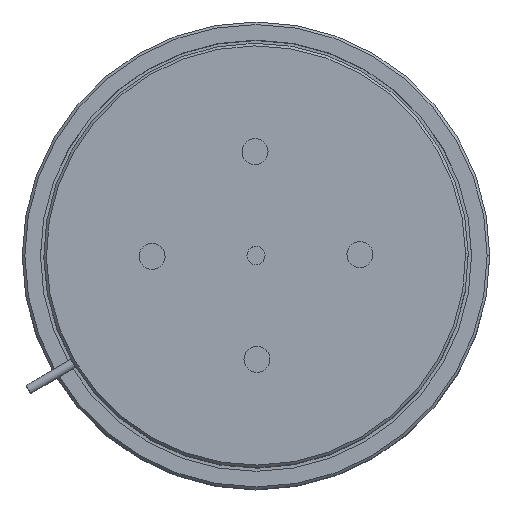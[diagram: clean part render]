
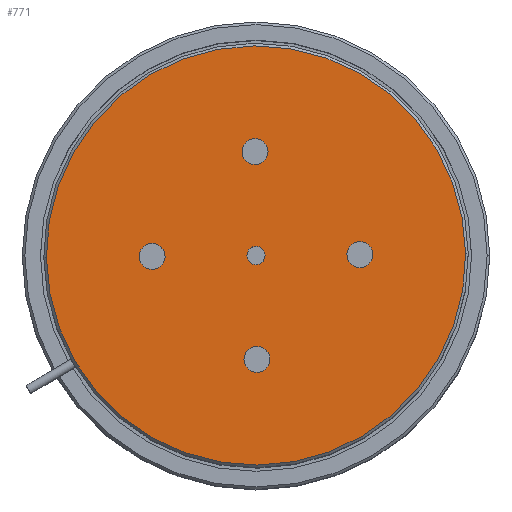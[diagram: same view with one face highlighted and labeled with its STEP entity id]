
A CAD part, top view. The second image highlights one B-rep face of the part: STEP entity #771.
In plain terms, the highlighted face is planar.
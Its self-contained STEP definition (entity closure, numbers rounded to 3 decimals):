
#26 = VERTEX_POINT ( 'NONE', #416 ) ;
#28 = VERTEX_POINT ( 'NONE', #415 ) ;
#42 = VERTEX_POINT ( 'NONE', #404 ) ;
#57 = ORIENTED_EDGE ( 'NONE', *, *, #476, .T. ) ;
#64 = EDGE_LOOP ( 'NONE', ( #98, #57 ) ) ;
#70 = EDGE_LOOP ( 'NONE', ( #1643, #1637 ) ) ;
#86 = ORIENTED_EDGE ( 'NONE', *, *, #472, .T. ) ;
#98 = ORIENTED_EDGE ( 'NONE', *, *, #815, .T. ) ;
#105 = EDGE_LOOP ( 'NONE', ( #1644, #86 ) ) ;
#139 = EDGE_LOOP ( 'NONE', ( #298, #300 ) ) ;
#297 = ORIENTED_EDGE ( 'NONE', *, *, #441, .T. ) ;
#298 = ORIENTED_EDGE ( 'NONE', *, *, #429, .T. ) ;
#300 = ORIENTED_EDGE ( 'NONE', *, *, #810, .T. ) ;
#310 = VERTEX_POINT ( 'NONE', #728 ) ;
#316 = VERTEX_POINT ( 'NONE', #736 ) ;
#324 = VERTEX_POINT ( 'NONE', #732 ) ;
#325 = VERTEX_POINT ( 'NONE', #731 ) ;
#327 = VERTEX_POINT ( 'NONE', #727 ) ;
#329 = VERTEX_POINT ( 'NONE', #724 ) ;
#330 = VERTEX_POINT ( 'NONE', #723 ) ;
#341 = CIRCLE ( 'NONE', #1794, 40.35 ) ;
#347 = CIRCLE ( 'NONE', #1669, 2.5 ) ;
#365 = CIRCLE ( 'NONE', #1715, 2.5 ) ;
#366 = CIRCLE ( 'NONE', #1714, 2.5 ) ;
#404 = CARTESIAN_POINT ( 'NONE',  ( -1.75, 0., 0. ) ) ;
#415 = CARTESIAN_POINT ( 'NONE',  ( -2.5, 20., 0. ) ) ;
#416 = CARTESIAN_POINT ( 'NONE',  ( 2.5, 20., 0. ) ) ;
#429 = EDGE_CURVE ( 'NONE', #316, #310, #341, .T. ) ;
#441 = EDGE_CURVE ( 'NONE', #327, #324, #347, .T. ) ;
#453 = EDGE_CURVE ( 'NONE', #324, #327, #365, .T. ) ;
#454 = EDGE_CURVE ( 'NONE', #325, #1307, #366, .T. ) ;
#472 = EDGE_CURVE ( 'NONE', #28, #26, #855, .T. ) ;
#476 = EDGE_CURVE ( 'NONE', #42, #1129, #861, .T. ) ;
#490 = EDGE_CURVE ( 'NONE', #26, #28, #879, .T. ) ;
#493 = EDGE_CURVE ( 'NONE', #329, #330, #882, .T. ) ;
#664 = DIRECTION ( 'NONE',  ( 1., 0., 0. ) ) ;
#665 = DIRECTION ( 'NONE',  ( 0., 0., 1. ) ) ;
#666 = CARTESIAN_POINT ( 'NONE',  ( 20., 0., 0. ) ) ;
#670 = CARTESIAN_POINT ( 'NONE',  ( 20., 0., 0. ) ) ;
#711 = DIRECTION ( 'NONE',  ( 1., 0., 0. ) ) ;
#712 = DIRECTION ( 'NONE',  ( 0., 0., -1. ) ) ;
#713 = CARTESIAN_POINT ( 'NONE',  ( 0., 0., 0. ) ) ;
#717 = DIRECTION ( 'NONE',  ( 0., 0., 1. ) ) ;
#723 = CARTESIAN_POINT ( 'NONE',  ( -2.5, -20., 0. ) ) ;
#724 = CARTESIAN_POINT ( 'NONE',  ( 2.5, -20., 0. ) ) ;
#727 = CARTESIAN_POINT ( 'NONE',  ( 22.5, 0., 0. ) ) ;
#728 = CARTESIAN_POINT ( 'NONE',  ( -40.35, 0., 0. ) ) ;
#731 = CARTESIAN_POINT ( 'NONE',  ( -22.5, 0., 0. ) ) ;
#732 = CARTESIAN_POINT ( 'NONE',  ( 17.5, 0., 0. ) ) ;
#736 = CARTESIAN_POINT ( 'NONE',  ( 40.35, 0., 0. ) ) ;
#744 = DIRECTION ( 'NONE',  ( 1., 0., 0. ) ) ;
#771 = ADVANCED_FACE ( 'NONE', ( #933, #942, #926, #939, #940, #943 ), #1380, .F. ) ;
#805 = EDGE_CURVE ( 'NONE', #330, #329, #1193, .T. ) ;
#810 = EDGE_CURVE ( 'NONE', #310, #316, #1196, .T. ) ;
#815 = EDGE_CURVE ( 'NONE', #1129, #42, #1206, .T. ) ;
#817 = EDGE_CURVE ( 'NONE', #1307, #325, #1209, .T. ) ;
#832 = EDGE_LOOP ( 'NONE', ( #1631, #1635 ) ) ;
#838 = EDGE_LOOP ( 'NONE', ( #297, #1645 ) ) ;
#855 = CIRCLE ( 'NONE', #1703, 2.5 ) ;
#861 = CIRCLE ( 'NONE', #1701, 1.75 ) ;
#879 = CIRCLE ( 'NONE', #1691, 2.5 ) ;
#882 = CIRCLE ( 'NONE', #1688, 2.5 ) ;
#926 = FACE_BOUND ( 'NONE', #832, .T. ) ;
#933 = FACE_OUTER_BOUND ( 'NONE', #139, .T. ) ;
#939 = FACE_BOUND ( 'NONE', #70, .T. ) ;
#940 = FACE_BOUND ( 'NONE', #105, .T. ) ;
#942 = FACE_BOUND ( 'NONE', #838, .T. ) ;
#943 = FACE_BOUND ( 'NONE', #64, .T. ) ;
#959 = DIRECTION ( 'NONE',  ( 1., 0., 0. ) ) ;
#960 = DIRECTION ( 'NONE',  ( 0., 0., 1. ) ) ;
#961 = CARTESIAN_POINT ( 'NONE',  ( 0., 20., 0. ) ) ;
#1005 = DIRECTION ( 'NONE',  ( 1., 0., 0. ) ) ;
#1019 = DIRECTION ( 'NONE',  ( 0., 0., 1. ) ) ;
#1028 = CARTESIAN_POINT ( 'NONE',  ( 0., 0., 0. ) ) ;
#1039 = DIRECTION ( 'NONE',  ( 1., 0., 0. ) ) ;
#1041 = DIRECTION ( 'NONE',  ( 0., 0., 1. ) ) ;
#1043 = CARTESIAN_POINT ( 'NONE',  ( 0., 20., 0. ) ) ;
#1091 = DIRECTION ( 'NONE',  ( 1., 0., 0. ) ) ;
#1095 = DIRECTION ( 'NONE',  ( 1., 0., 0. ) ) ;
#1096 = CARTESIAN_POINT ( 'NONE',  ( -20., 0., 0. ) ) ;
#1101 = DIRECTION ( 'NONE',  ( 0., 0., 1. ) ) ;
#1105 = DIRECTION ( 'NONE',  ( 0., 0., 1. ) ) ;
#1106 = CARTESIAN_POINT ( 'NONE',  ( 0., -20., 0. ) ) ;
#1129 = VERTEX_POINT ( 'NONE', #1613 ) ;
#1193 = CIRCLE ( 'NONE', #1489, 2.5 ) ;
#1196 = CIRCLE ( 'NONE', #1482, 40.35 ) ;
#1206 = CIRCLE ( 'NONE', #1480, 1.75 ) ;
#1209 = CIRCLE ( 'NONE', #1478, 2.5 ) ;
#1307 = VERTEX_POINT ( 'NONE', #1611 ) ;
#1377 = DIRECTION ( 'NONE',  ( 1., 0., 0. ) ) ;
#1378 = CARTESIAN_POINT ( 'NONE',  ( 0., 0., 0. ) ) ;
#1380 = PLANE ( 'NONE',  #1469 ) ;
#1382 = DIRECTION ( 'NONE',  ( 0., 0., 1. ) ) ;
#1469 = AXIS2_PLACEMENT_3D ( 'NONE', #1378, #1382, #1377 ) ;
#1478 = AXIS2_PLACEMENT_3D ( 'NONE', #1529, #1523, #1525 ) ;
#1480 = AXIS2_PLACEMENT_3D ( 'NONE', #1508, #1507, #1518 ) ;
#1482 = AXIS2_PLACEMENT_3D ( 'NONE', #1519, #1531, #1537 ) ;
#1489 = AXIS2_PLACEMENT_3D ( 'NONE', #1504, #1532, #1608 ) ;
#1504 = CARTESIAN_POINT ( 'NONE',  ( 0., -20., 0. ) ) ;
#1507 = DIRECTION ( 'NONE',  ( 0., 0., 1. ) ) ;
#1508 = CARTESIAN_POINT ( 'NONE',  ( 0., 0., 0. ) ) ;
#1518 = DIRECTION ( 'NONE',  ( 1., 0., 0. ) ) ;
#1519 = CARTESIAN_POINT ( 'NONE',  ( 0., 0., 0. ) ) ;
#1523 = DIRECTION ( 'NONE',  ( 0., 0., 1. ) ) ;
#1525 = DIRECTION ( 'NONE',  ( 1., 0., 0. ) ) ;
#1529 = CARTESIAN_POINT ( 'NONE',  ( -20., 0., 0. ) ) ;
#1531 = DIRECTION ( 'NONE',  ( 0., 0., -1. ) ) ;
#1532 = DIRECTION ( 'NONE',  ( 0., 0., 1. ) ) ;
#1537 = DIRECTION ( 'NONE',  ( 1., 0., 0. ) ) ;
#1608 = DIRECTION ( 'NONE',  ( 1., 0., 0. ) ) ;
#1611 = CARTESIAN_POINT ( 'NONE',  ( -17.5, 0., 0. ) ) ;
#1613 = CARTESIAN_POINT ( 'NONE',  ( 1.75, 0., 0. ) ) ;
#1631 = ORIENTED_EDGE ( 'NONE', *, *, #493, .T. ) ;
#1635 = ORIENTED_EDGE ( 'NONE', *, *, #805, .T. ) ;
#1637 = ORIENTED_EDGE ( 'NONE', *, *, #454, .T. ) ;
#1643 = ORIENTED_EDGE ( 'NONE', *, *, #817, .T. ) ;
#1644 = ORIENTED_EDGE ( 'NONE', *, *, #490, .T. ) ;
#1645 = ORIENTED_EDGE ( 'NONE', *, *, #453, .T. ) ;
#1669 = AXIS2_PLACEMENT_3D ( 'NONE', #666, #665, #664 ) ;
#1688 = AXIS2_PLACEMENT_3D ( 'NONE', #1106, #1105, #1095 ) ;
#1691 = AXIS2_PLACEMENT_3D ( 'NONE', #961, #960, #959 ) ;
#1701 = AXIS2_PLACEMENT_3D ( 'NONE', #1028, #1019, #1005 ) ;
#1703 = AXIS2_PLACEMENT_3D ( 'NONE', #1043, #1041, #1039 ) ;
#1714 = AXIS2_PLACEMENT_3D ( 'NONE', #1096, #1101, #1091 ) ;
#1715 = AXIS2_PLACEMENT_3D ( 'NONE', #670, #717, #744 ) ;
#1794 = AXIS2_PLACEMENT_3D ( 'NONE', #713, #712, #711 ) ;
